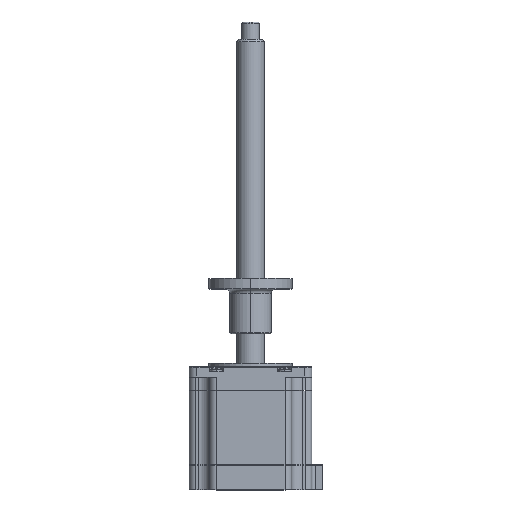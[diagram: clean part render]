
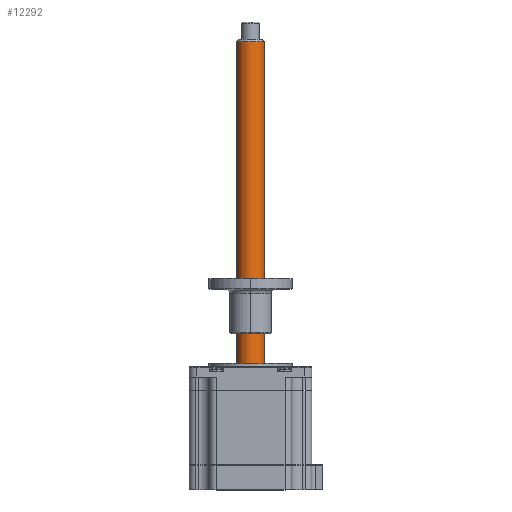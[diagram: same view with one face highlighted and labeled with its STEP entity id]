
A CAD part, top view. The second image highlights one B-rep face of the part: STEP entity #12292.
In plain terms, the highlighted cylindrical face has radius 6.225 mm (diameter 12.45 mm), a partial arc.
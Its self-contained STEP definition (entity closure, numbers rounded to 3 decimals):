
#17 = CARTESIAN_POINT ( 'NONE',  ( -17.293, 158.999, 33.35 ) ) ;
#239 = DIRECTION ( 'NONE',  ( 0., -1., 0. ) ) ;
#264 = DIRECTION ( 'NONE',  ( -0.994, 0., -0.112 ) ) ;
#267 = EDGE_CURVE ( 'NONE', #1499, #9058, #8957, .T. ) ;
#553 = LINE ( 'NONE', #10217, #10751 ) ;
#693 = CIRCLE ( 'NONE', #7195, 6.225 ) ;
#726 = LINE ( 'NONE', #6614, #3161 ) ;
#1195 = VERTEX_POINT ( 'NONE', #7423 ) ;
#1499 = VERTEX_POINT ( 'NONE', #11778 ) ;
#1891 = DIRECTION ( 'NONE',  ( 0.994, 0., 0.112 ) ) ;
#2146 = DIRECTION ( 'NONE',  ( 0., -1., 0. ) ) ;
#2704 = CARTESIAN_POINT ( 'NONE',  ( -23.479, 9.999, 32.654 ) ) ;
#2835 = VERTEX_POINT ( 'NONE', #2704 ) ;
#2895 = ORIENTED_EDGE ( 'NONE', *, *, #4959, .T. ) ;
#3014 = CARTESIAN_POINT ( 'NONE',  ( -17.293, 159.999, 33.35 ) ) ;
#3161 = VECTOR ( 'NONE', #7563, 1000. ) ;
#4041 = DIRECTION ( 'NONE',  ( -0.994, 0., -0.112 ) ) ;
#4233 = CYLINDRICAL_SURFACE ( 'NONE', #4585, 6.225 ) ;
#4403 = AXIS2_PLACEMENT_3D ( 'NONE', #17, #239, #1891 ) ;
#4585 = AXIS2_PLACEMENT_3D ( 'NONE', #3014, #7014, #4041 ) ;
#4959 = EDGE_CURVE ( 'NONE', #9058, #2835, #553, .T. ) ;
#5568 = ORIENTED_EDGE ( 'NONE', *, *, #9665, .F. ) ;
#5631 = EDGE_CURVE ( 'NONE', #1195, #2835, #693, .T. ) ;
#6383 = DIRECTION ( 'NONE',  ( 0., -1., 0. ) ) ;
#6614 = CARTESIAN_POINT ( 'NONE',  ( -11.107, 159.999, 34.046 ) ) ;
#7014 = DIRECTION ( 'NONE',  ( 0., -1., 0. ) ) ;
#7195 = AXIS2_PLACEMENT_3D ( 'NONE', #12408, #6383, #264 ) ;
#7423 = CARTESIAN_POINT ( 'NONE',  ( -11.107, 9.999, 34.046 ) ) ;
#7563 = DIRECTION ( 'NONE',  ( 0., -1., 0. ) ) ;
#7992 = EDGE_LOOP ( 'NONE', ( #5568, #11842, #2895, #12383 ) ) ;
#8957 = CIRCLE ( 'NONE', #4403, 6.225 ) ;
#9058 = VERTEX_POINT ( 'NONE', #12642 ) ;
#9665 = EDGE_CURVE ( 'NONE', #1499, #1195, #726, .T. ) ;
#10217 = CARTESIAN_POINT ( 'NONE',  ( -23.479, 159.999, 32.654 ) ) ;
#10751 = VECTOR ( 'NONE', #2146, 1000. ) ;
#11778 = CARTESIAN_POINT ( 'NONE',  ( -11.107, 158.999, 34.046 ) ) ;
#11842 = ORIENTED_EDGE ( 'NONE', *, *, #267, .T. ) ;
#12243 = FACE_OUTER_BOUND ( 'NONE', #7992, .T. ) ;
#12292 = ADVANCED_FACE ( 'NONE', ( #12243 ), #4233, .T. ) ;
#12383 = ORIENTED_EDGE ( 'NONE', *, *, #5631, .F. ) ;
#12408 = CARTESIAN_POINT ( 'NONE',  ( -17.293, 9.999, 33.35 ) ) ;
#12642 = CARTESIAN_POINT ( 'NONE',  ( -23.479, 158.999, 32.654 ) ) ;
